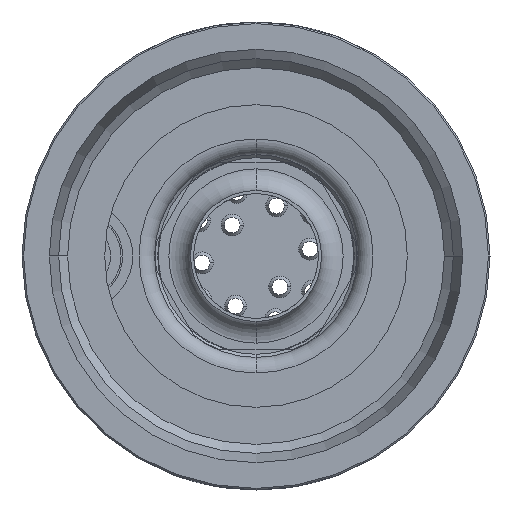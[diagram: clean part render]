
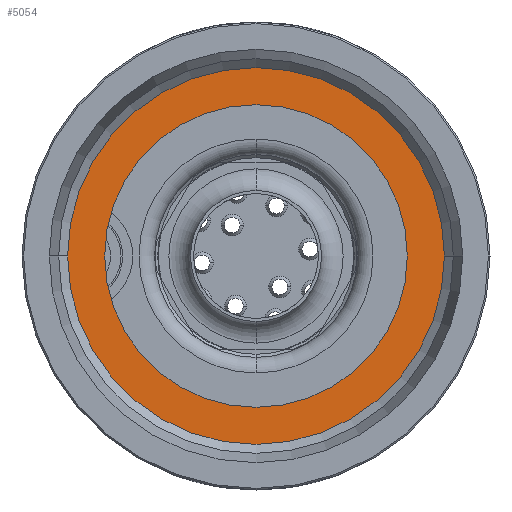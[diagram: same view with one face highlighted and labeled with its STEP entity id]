
A CAD part, left-side view. The second image highlights one B-rep face of the part: STEP entity #5054.
In plain terms, the highlighted planar face has unit normal (-1, 0, 0).
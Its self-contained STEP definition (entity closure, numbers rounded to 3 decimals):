
#74 = AXIS2_PLACEMENT_3D ( 'NONE', #8235, #4463, #619 ) ;
#149 = CIRCLE ( 'NONE', #2155, 12.65 ) ;
#389 = CARTESIAN_POINT ( 'NONE',  ( -5.3, -9.7, 0. ) ) ;
#619 = DIRECTION ( 'NONE',  ( 0., -1., 0. ) ) ;
#682 = AXIS2_PLACEMENT_3D ( 'NONE', #5508, #5481, #5434 ) ;
#993 = CARTESIAN_POINT ( 'NONE',  ( -5.3, 0., 0. ) ) ;
#1097 = EDGE_CURVE ( 'NONE', #4218, #2546, #149, .T. ) ;
#1103 = DIRECTION ( 'NONE',  ( 0., -1., 0. ) ) ;
#1637 = DIRECTION ( 'NONE',  ( 0., -1., 0. ) ) ;
#1655 = DIRECTION ( 'NONE',  ( 1., 0., 0. ) ) ;
#1939 = EDGE_CURVE ( 'NONE', #2546, #4218, #7874, .T. ) ;
#2155 = AXIS2_PLACEMENT_3D ( 'NONE', #2421, #3574, #3600 ) ;
#2421 = CARTESIAN_POINT ( 'NONE',  ( -5.3, 0., 0. ) ) ;
#2425 = EDGE_LOOP ( 'NONE', ( #5021, #4812 ) ) ;
#2546 = VERTEX_POINT ( 'NONE', #3859 ) ;
#3533 = VERTEX_POINT ( 'NONE', #389 ) ;
#3574 = DIRECTION ( 'NONE',  ( -1., 0., 0. ) ) ;
#3600 = DIRECTION ( 'NONE',  ( 0., 1., 0. ) ) ;
#3604 = EDGE_LOOP ( 'NONE', ( #7690, #7292 ) ) ;
#3859 = CARTESIAN_POINT ( 'NONE',  ( -5.3, 12.65, 0. ) ) ;
#4218 = VERTEX_POINT ( 'NONE', #5257 ) ;
#4324 = CARTESIAN_POINT ( 'NONE',  ( -5.3, 9.7, 0. ) ) ;
#4463 = DIRECTION ( 'NONE',  ( 1., 0., 0. ) ) ;
#4812 = ORIENTED_EDGE ( 'NONE', *, *, #1097, .T. ) ;
#4944 = PLANE ( 'NONE',  #7494 ) ;
#5021 = ORIENTED_EDGE ( 'NONE', *, *, #1939, .T. ) ;
#5054 = ADVANCED_FACE ( 'NONE', ( #5396, #5418 ), #4944, .F. ) ;
#5083 = VERTEX_POINT ( 'NONE', #4324 ) ;
#5229 = AXIS2_PLACEMENT_3D ( 'NONE', #993, #5469, #1637 ) ;
#5257 = CARTESIAN_POINT ( 'NONE',  ( -5.3, -12.65, 0. ) ) ;
#5396 = FACE_BOUND ( 'NONE', #3604, .T. ) ;
#5418 = FACE_OUTER_BOUND ( 'NONE', #2425, .T. ) ;
#5434 = DIRECTION ( 'NONE',  ( 0., 1., 0. ) ) ;
#5469 = DIRECTION ( 'NONE',  ( 1., 0., 0. ) ) ;
#5481 = DIRECTION ( 'NONE',  ( -1., 0., 0. ) ) ;
#5508 = CARTESIAN_POINT ( 'NONE',  ( -5.3, 0., 0. ) ) ;
#5959 = EDGE_CURVE ( 'NONE', #3533, #5083, #6526, .T. ) ;
#6526 = CIRCLE ( 'NONE', #5229, 9.7 ) ;
#7060 = EDGE_CURVE ( 'NONE', #5083, #3533, #7148, .T. ) ;
#7148 = CIRCLE ( 'NONE', #74, 9.7 ) ;
#7292 = ORIENTED_EDGE ( 'NONE', *, *, #7060, .T. ) ;
#7494 = AXIS2_PLACEMENT_3D ( 'NONE', #8077, #1655, #1103 ) ;
#7690 = ORIENTED_EDGE ( 'NONE', *, *, #5959, .T. ) ;
#7874 = CIRCLE ( 'NONE', #682, 12.65 ) ;
#8077 = CARTESIAN_POINT ( 'NONE',  ( -5.3, 0., -9.5 ) ) ;
#8235 = CARTESIAN_POINT ( 'NONE',  ( -5.3, 0., 0. ) ) ;
